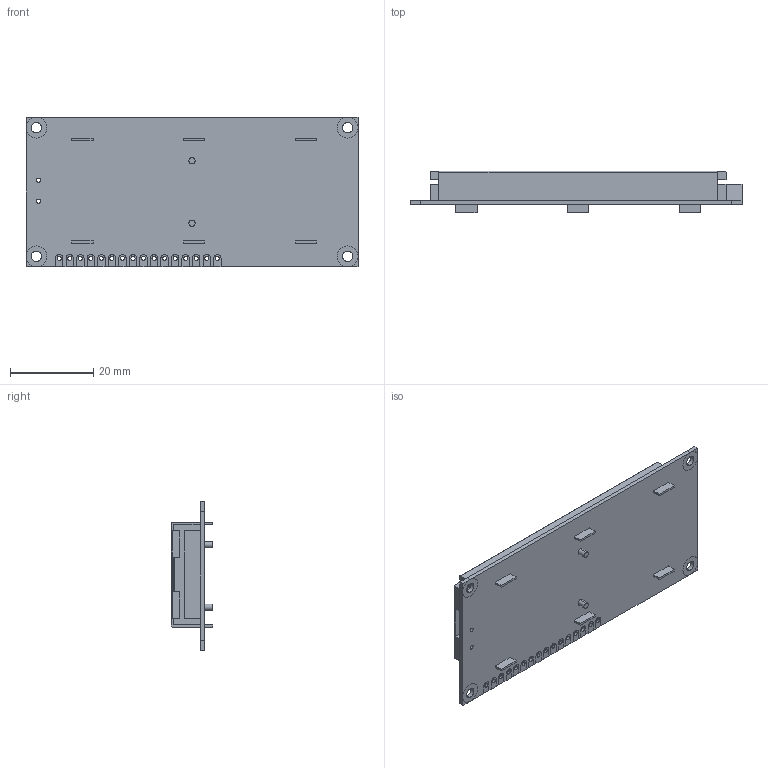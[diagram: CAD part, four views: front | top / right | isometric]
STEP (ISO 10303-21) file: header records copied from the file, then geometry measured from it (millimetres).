
FILE_DESCRIPTION (( 'STEP AP214' ), '1' );
FILE_NAME ('LCD2X16.STEP', '2020-04-10T22:12:58', ( '' ), ( '' ), 'SwSTEP 2.0', 'SolidWorks 2017', '' );
FILE_SCHEMA (( 'AUTOMOTIVE_DESIGN' ));
Length unit declared in the file: millimetre
Products named in the file (1): LCD2X16
Bounding box: 80 x 10 x 36 mm (x, y, z)
Volume: 14899.4 mm3; surface area: 14601.3 mm2
Topology: 33 solids, 33 shells, 451 faces, 1140 edges, 760 vertices
Faces by surface type: plane 293, cylinder 158
Entity records: 14012 total; most frequent: DIRECTION 2360, CARTESIAN_POINT 2352, ORIENTED_EDGE 2280, EDGE_CURVE 1140, VECTOR 824, LINE 824, AXIS2_PLACEMENT_3D 768, VERTEX_POINT 760
